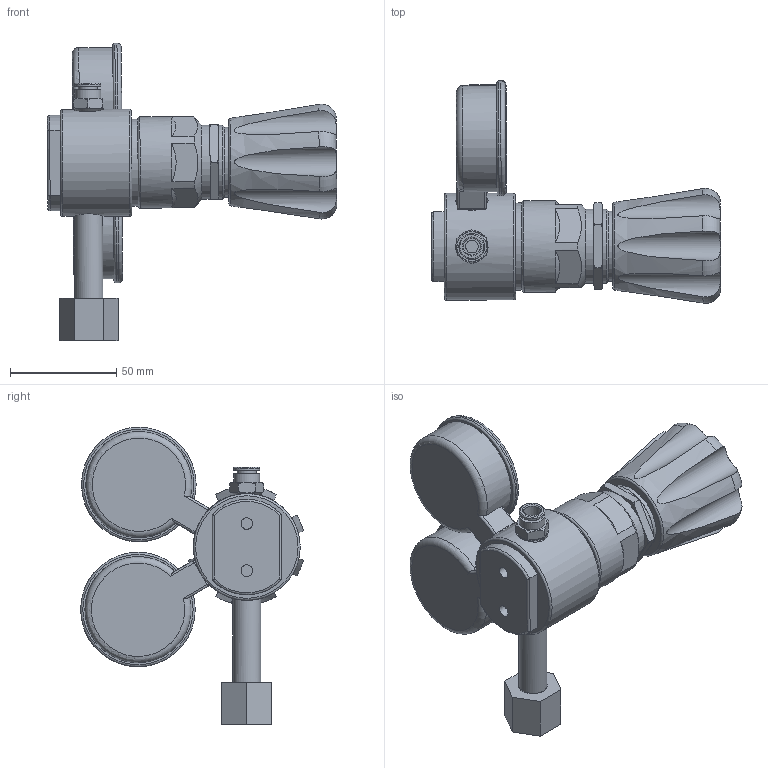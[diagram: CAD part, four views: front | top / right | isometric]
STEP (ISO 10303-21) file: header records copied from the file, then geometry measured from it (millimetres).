
FILE_DESCRIPTION(/* description */ (''),/* implementation_level */ '2;1');
FILE_NAME(/* name */ 'GAS REGULATOR.step',/* time_stamp */ '2025-11-18T11:04:22-05:00',/* author */ (''),/* organization */ (''),/* preprocessor_version */ 'ST-DEVELOPER v20.1',/* originating_system */ 'Autodesk Translation Framework v14.21.0.0',/* authorisation */ '');
FILE_SCHEMA (('AUTOMOTIVE_DESIGN { 1 0 10303 214 3 1 1 }'));
Length unit declared in the file: millimetre
Products named in the file (6): regulator ammonia; REGULATOR AMMONIA_1; regulator adaptor; regulator adaptor 1; regulator pres; 51305K307_Push-to-Connect Tube Fitting with Universal Thread
Assembly tree (6 placements, depth 2):
  regulator ammonia
    REGULATOR AMMONIA_1
    regulator adaptor
    regulator adaptor 1
    regulator pres  x2
    51305K307_Push-to-Connect Tube Fitting with Universal Thread
Bounding box: 136.27 x 104.97 x 140.23 mm (x, y, z)
Volume: 308660.8 mm3; surface area: 57906.9 mm2
Topology: 319 solids, 319 shells, 2332 faces, 4886 edges, 3238 vertices
Faces by surface type: plane 1540, cylinder 591, bspline 121, torus 36, cone 36, sphere 8
Full cylindrical faces by diameter (mm): 2.5 x2, 5.5 x2, 6 x1, 7 x2, 8 x1, 8.95 x1, 9.208 x1, 12.2 x2, 13.208 x5, 13.716 x1, 19.5 x1, 33 x1, 35 x2, 41 x1, 43 x1, 50 x4, 50.3 x1, 54 x2
Entity records: 45362 total; most frequent: CARTESIAN_POINT 17270, DIRECTION 5459, ORIENTED_EDGE 5250, EDGE_CURVE 2625, AXIS2_PLACEMENT_3D 1893, VERTEX_POINT 1735, LINE 1673, VECTOR 1673
